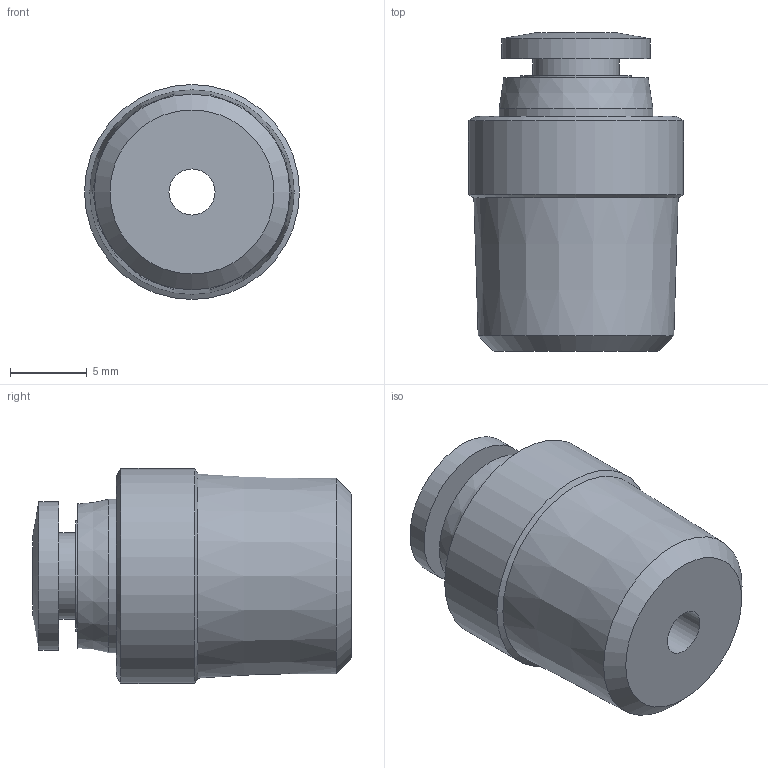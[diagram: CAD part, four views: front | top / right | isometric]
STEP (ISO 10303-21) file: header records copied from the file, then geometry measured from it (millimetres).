
FILE_DESCRIPTION((''),'2;1');
FILE_NAME('CDC Products 3D Ass''POC04-02.stp','2010-01-20T15:27:28',('Microsoft'),(''),'Autodesk Inventor 2008','Autodesk Inventor 2008','');
FILE_SCHEMA(('AUTOMOTIVE_DESIGN { 1 0 10303 214 1 1 1 1 }'));
Length unit declared in the file: millimetre
Products named in the file (1): POC04-02
Bounding box: 14 x 20.75 x 14 mm (x, y, z)
Volume: 2195 mm3; surface area: 1366.3 mm2
Topology: 1 solids, 1 shells, 21 faces, 35 edges, 21 vertices
Faces by surface type: cylinder 7, plane 7, cone 6, torus 1
Full cylindrical faces by diameter (mm): 3 x1, 4.3 x1, 5.6 x1, 7.2 x1, 9.7 x1, 10 x1, 14 x1
Entity records: 454 total; most frequent: DIRECTION 86, CARTESIAN_POINT 64, AXIS2_PLACEMENT_3D 43, ORIENTED_EDGE 42, EDGE_LOOP 42, VERTEX_POINT 21, CIRCLE 21, EDGE_CURVE 21
